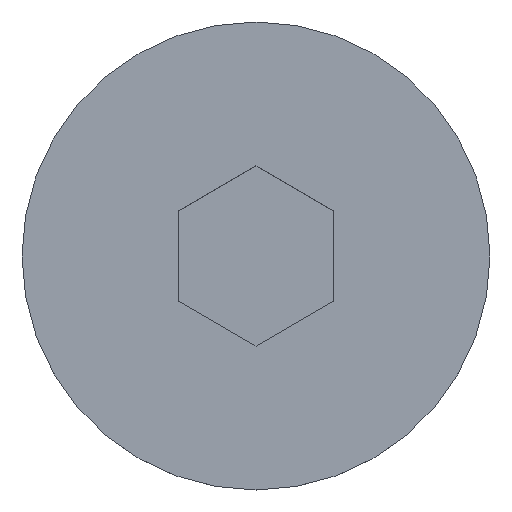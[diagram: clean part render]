
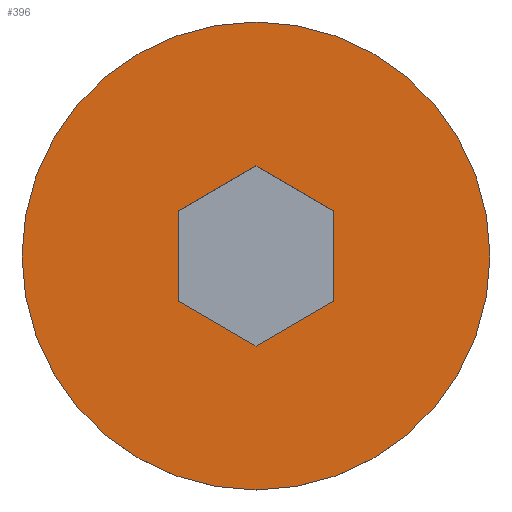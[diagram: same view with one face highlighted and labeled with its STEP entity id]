
A CAD part, top view. The second image highlights one B-rep face of the part: STEP entity #396.
In plain terms, the highlighted planar face has unit normal (0, 0, 1).
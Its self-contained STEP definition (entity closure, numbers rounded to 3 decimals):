
#6 = CARTESIAN_POINT ( 'NONE',  ( -2., -1.155, 0. ) ) ;
#20 = DIRECTION ( 'NONE',  ( 1., 0., 0. ) ) ;
#30 = ORIENTED_EDGE ( 'NONE', *, *, #82, .T. ) ;
#37 = CARTESIAN_POINT ( 'NONE',  ( 2., -1.155, 0. ) ) ;
#40 = CARTESIAN_POINT ( 'NONE',  ( 0., -2.309, 0. ) ) ;
#53 = DIRECTION ( 'NONE',  ( 0., -1., 0. ) ) ;
#57 = LINE ( 'NONE', #97, #356 ) ;
#66 = FACE_OUTER_BOUND ( 'NONE', #210, .T. ) ;
#70 = DIRECTION ( 'NONE',  ( -0.866, -0.5, 0. ) ) ;
#72 = VECTOR ( 'NONE', #257, 1000. ) ;
#75 = DIRECTION ( 'NONE',  ( 0., 1., 0. ) ) ;
#82 = EDGE_CURVE ( 'NONE', #413, #477, #470, .T. ) ;
#85 = VERTEX_POINT ( 'NONE', #405 ) ;
#95 = PLANE ( 'NONE',  #240 ) ;
#96 = EDGE_CURVE ( 'NONE', #152, #322, #367, .T. ) ;
#97 = CARTESIAN_POINT ( 'NONE',  ( 2., 0., 0. ) ) ;
#117 = VERTEX_POINT ( 'NONE', #484 ) ;
#120 = EDGE_CURVE ( 'NONE', #477, #152, #328, .T. ) ;
#122 = DIRECTION ( 'NONE',  ( -0.866, 0.5, 0. ) ) ;
#125 = EDGE_CURVE ( 'NONE', #283, #264, #253, .T. ) ;
#137 = ORIENTED_EDGE ( 'NONE', *, *, #474, .T. ) ;
#142 = DIRECTION ( 'NONE',  ( 0.866, 0.5, 0. ) ) ;
#143 = VECTOR ( 'NONE', #122, 1000. ) ;
#152 = VERTEX_POINT ( 'NONE', #6 ) ;
#176 = DIRECTION ( 'NONE',  ( 0., 0., 1. ) ) ;
#191 = ORIENTED_EDGE ( 'NONE', *, *, #442, .F. ) ;
#198 = CIRCLE ( 'NONE', #506, 6. ) ;
#210 = EDGE_LOOP ( 'NONE', ( #191, #309 ) ) ;
#230 = ORIENTED_EDGE ( 'NONE', *, *, #510, .T. ) ;
#240 = AXIS2_PLACEMENT_3D ( 'NONE', #334, #176, #20 ) ;
#241 = CARTESIAN_POINT ( 'NONE',  ( -2., 0., 0. ) ) ;
#253 = CIRCLE ( 'NONE', #414, 6. ) ;
#257 = DIRECTION ( 'NONE',  ( 0.866, -0.5, 0. ) ) ;
#264 = VERTEX_POINT ( 'NONE', #494 ) ;
#267 = FACE_BOUND ( 'NONE', #478, .T. ) ;
#272 = DIRECTION ( 'NONE',  ( 1., 0., 0. ) ) ;
#276 = CARTESIAN_POINT ( 'NONE',  ( 0., 0., 0. ) ) ;
#280 = ORIENTED_EDGE ( 'NONE', *, *, #345, .T. ) ;
#283 = VERTEX_POINT ( 'NONE', #324 ) ;
#303 = VECTOR ( 'NONE', #142, 1000. ) ;
#309 = ORIENTED_EDGE ( 'NONE', *, *, #125, .F. ) ;
#322 = VERTEX_POINT ( 'NONE', #503 ) ;
#324 = CARTESIAN_POINT ( 'NONE',  ( -6., 0., 0. ) ) ;
#328 = LINE ( 'NONE', #40, #143 ) ;
#334 = CARTESIAN_POINT ( 'NONE',  ( 3., 0., 0. ) ) ;
#343 = CARTESIAN_POINT ( 'NONE',  ( 0., -2.309, 0. ) ) ;
#345 = EDGE_CURVE ( 'NONE', #117, #413, #57, .T. ) ;
#356 = VECTOR ( 'NONE', #53, 1000. ) ;
#367 = LINE ( 'NONE', #241, #504 ) ;
#391 = VECTOR ( 'NONE', #70, 1000. ) ;
#393 = ORIENTED_EDGE ( 'NONE', *, *, #120, .T. ) ;
#396 = ADVANCED_FACE ( 'NONE', ( #267, #66 ), #95, .T. ) ;
#402 = ORIENTED_EDGE ( 'NONE', *, *, #96, .T. ) ;
#405 = CARTESIAN_POINT ( 'NONE',  ( 0., 2.309, 0. ) ) ;
#407 = DIRECTION ( 'NONE',  ( 0., 0., -1. ) ) ;
#413 = VERTEX_POINT ( 'NONE', #471 ) ;
#414 = AXIS2_PLACEMENT_3D ( 'NONE', #276, #407, #272 ) ;
#419 = LINE ( 'NONE', #467, #303 ) ;
#424 = CARTESIAN_POINT ( 'NONE',  ( 0., 0., 0. ) ) ;
#433 = CARTESIAN_POINT ( 'NONE',  ( 0., 2.309, 0. ) ) ;
#442 = EDGE_CURVE ( 'NONE', #264, #283, #198, .T. ) ;
#462 = LINE ( 'NONE', #433, #72 ) ;
#467 = CARTESIAN_POINT ( 'NONE',  ( -2., 1.155, 0. ) ) ;
#470 = LINE ( 'NONE', #37, #391 ) ;
#471 = CARTESIAN_POINT ( 'NONE',  ( 2., -1.155, 0. ) ) ;
#473 = DIRECTION ( 'NONE',  ( 0., 0., -1. ) ) ;
#474 = EDGE_CURVE ( 'NONE', #322, #85, #419, .T. ) ;
#477 = VERTEX_POINT ( 'NONE', #343 ) ;
#478 = EDGE_LOOP ( 'NONE', ( #280, #30, #393, #402, #137, #230 ) ) ;
#484 = CARTESIAN_POINT ( 'NONE',  ( 2., 1.155, 0. ) ) ;
#494 = CARTESIAN_POINT ( 'NONE',  ( 6., 0., 0. ) ) ;
#503 = CARTESIAN_POINT ( 'NONE',  ( -2., 1.155, 0. ) ) ;
#504 = VECTOR ( 'NONE', #75, 1000. ) ;
#506 = AXIS2_PLACEMENT_3D ( 'NONE', #424, #473, #507 ) ;
#507 = DIRECTION ( 'NONE',  ( 1., 0., 0. ) ) ;
#510 = EDGE_CURVE ( 'NONE', #85, #117, #462, .T. ) ;
